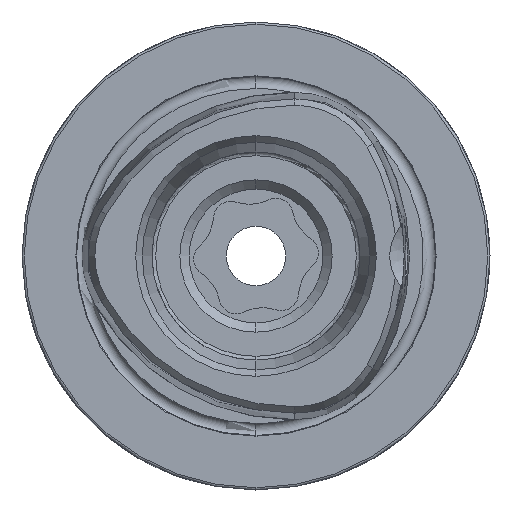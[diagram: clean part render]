
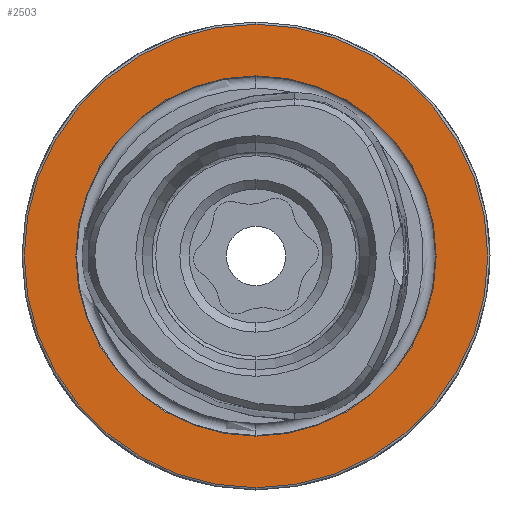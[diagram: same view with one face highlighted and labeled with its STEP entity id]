
A CAD part, left-side view. The second image highlights one B-rep face of the part: STEP entity #2503.
In plain terms, the highlighted planar face has unit normal (-1, 0, 0).
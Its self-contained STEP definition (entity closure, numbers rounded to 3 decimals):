
#373 = ORIENTED_EDGE ( 'NONE', *, *, #2277, .F. ) ;
#501 = DIRECTION ( 'NONE',  ( 1., 0., 0. ) ) ;
#782 = DIRECTION ( 'NONE',  ( -1., 0., 0. ) ) ;
#866 = CARTESIAN_POINT ( 'NONE',  ( 0., 0., 0. ) ) ;
#965 = CARTESIAN_POINT ( 'NONE',  ( 0., 24.25, 0. ) ) ;
#1077 = EDGE_LOOP ( 'NONE', ( #4483, #5887 ) ) ;
#1084 = AXIS2_PLACEMENT_3D ( 'NONE', #965, #501, #6892 ) ;
#1102 = DIRECTION ( 'NONE',  ( -1., 0., 0. ) ) ;
#1422 = DIRECTION ( 'NONE',  ( 0., 0., 1. ) ) ;
#1995 = CIRCLE ( 'NONE', #4870, 31.2 ) ;
#2196 = AXIS2_PLACEMENT_3D ( 'NONE', #5226, #1102, #4157 ) ;
#2277 = EDGE_CURVE ( 'NONE', #2982, #3357, #2450, .T. ) ;
#2450 = CIRCLE ( 'NONE', #2196, 24.25 ) ;
#2503 = ADVANCED_FACE ( 'NONE', ( #4189, #3605 ), #7216, .F. ) ;
#2612 = CIRCLE ( 'NONE', #2978, 31.2 ) ;
#2978 = AXIS2_PLACEMENT_3D ( 'NONE', #866, #4958, #1422 ) ;
#2982 = VERTEX_POINT ( 'NONE', #6796 ) ;
#3217 = CARTESIAN_POINT ( 'NONE',  ( 0., 0., -31.2 ) ) ;
#3349 = AXIS2_PLACEMENT_3D ( 'NONE', #5434, #5915, #4762 ) ;
#3357 = VERTEX_POINT ( 'NONE', #4982 ) ;
#3605 = FACE_OUTER_BOUND ( 'NONE', #1077, .T. ) ;
#3887 = EDGE_CURVE ( 'NONE', #7394, #4059, #2612, .T. ) ;
#4059 = VERTEX_POINT ( 'NONE', #7037 ) ;
#4157 = DIRECTION ( 'NONE',  ( 0., 0., 1. ) ) ;
#4189 = FACE_BOUND ( 'NONE', #5183, .T. ) ;
#4360 = EDGE_CURVE ( 'NONE', #4059, #7394, #1995, .T. ) ;
#4483 = ORIENTED_EDGE ( 'NONE', *, *, #4360, .T. ) ;
#4762 = DIRECTION ( 'NONE',  ( 0., 0., 1. ) ) ;
#4870 = AXIS2_PLACEMENT_3D ( 'NONE', #6048, #782, #6710 ) ;
#4958 = DIRECTION ( 'NONE',  ( -1., 0., 0. ) ) ;
#4982 = CARTESIAN_POINT ( 'NONE',  ( 0., 0., -24.25 ) ) ;
#5183 = EDGE_LOOP ( 'NONE', ( #373, #7263 ) ) ;
#5226 = CARTESIAN_POINT ( 'NONE',  ( 0., 0., 0. ) ) ;
#5434 = CARTESIAN_POINT ( 'NONE',  ( 0., 0., 0. ) ) ;
#5887 = ORIENTED_EDGE ( 'NONE', *, *, #3887, .T. ) ;
#5915 = DIRECTION ( 'NONE',  ( -1., 0., 0. ) ) ;
#6048 = CARTESIAN_POINT ( 'NONE',  ( 0., 0., 0. ) ) ;
#6710 = DIRECTION ( 'NONE',  ( 0., 0., 1. ) ) ;
#6796 = CARTESIAN_POINT ( 'NONE',  ( 0., 0., 24.25 ) ) ;
#6892 = DIRECTION ( 'NONE',  ( 0., 0., -1. ) ) ;
#6944 = EDGE_CURVE ( 'NONE', #3357, #2982, #7109, .T. ) ;
#7037 = CARTESIAN_POINT ( 'NONE',  ( 0., 0., 31.2 ) ) ;
#7109 = CIRCLE ( 'NONE', #3349, 24.25 ) ;
#7216 = PLANE ( 'NONE',  #1084 ) ;
#7263 = ORIENTED_EDGE ( 'NONE', *, *, #6944, .F. ) ;
#7394 = VERTEX_POINT ( 'NONE', #3217 ) ;
